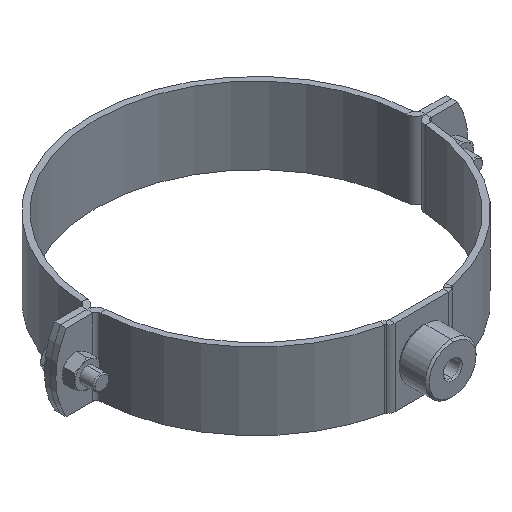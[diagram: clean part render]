
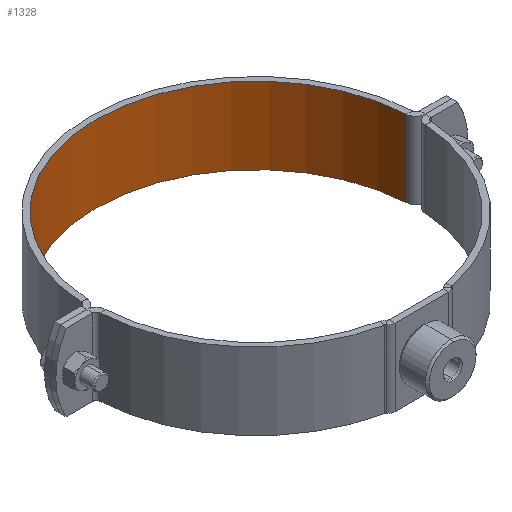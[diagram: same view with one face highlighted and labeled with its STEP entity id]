
A CAD part, isometric view. The second image highlights one B-rep face of the part: STEP entity #1328.
In plain terms, the highlighted cylindrical face has radius 83.5 mm (diameter 167 mm), a partial arc.
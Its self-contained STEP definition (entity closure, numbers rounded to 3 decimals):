
#118 = EDGE_CURVE ( 'NONE', #2771, #4040, #1991, .T. ) ;
#130 = CIRCLE ( 'NONE', #920, 83.5 ) ;
#192 = EDGE_CURVE ( 'NONE', #4040, #3374, #130, .T. ) ;
#205 = CYLINDRICAL_SURFACE ( 'NONE', #4411, 83.5 ) ;
#330 = FACE_OUTER_BOUND ( 'NONE', #4287, .T. ) ;
#361 = CARTESIAN_POINT ( 'NONE',  ( -83.367, 4.718, 20. ) ) ;
#373 = DIRECTION ( 'NONE',  ( 0., 0., 1. ) ) ;
#522 = EDGE_CURVE ( 'NONE', #2771, #3383, #4161, .T. ) ;
#526 = ORIENTED_EDGE ( 'NONE', *, *, #118, .F. ) ;
#642 = DIRECTION ( 'NONE',  ( 0., 0., -1. ) ) ;
#920 = AXIS2_PLACEMENT_3D ( 'NONE', #4125, #373, #4441 ) ;
#931 = CARTESIAN_POINT ( 'NONE',  ( 83.367, 4.718, 20. ) ) ;
#1134 = VECTOR ( 'NONE', #3039, 1000. ) ;
#1328 = ADVANCED_FACE ( 'NONE', ( #330 ), #205, .F. ) ;
#1330 = CARTESIAN_POINT ( 'NONE',  ( -83.367, 4.718, -20. ) ) ;
#1839 = AXIS2_PLACEMENT_3D ( 'NONE', #3671, #2339, #2273 ) ;
#1991 = LINE ( 'NONE', #2649, #1134 ) ;
#2033 = ORIENTED_EDGE ( 'NONE', *, *, #192, .F. ) ;
#2273 = DIRECTION ( 'NONE',  ( -1., 0., 0. ) ) ;
#2339 = DIRECTION ( 'NONE',  ( 0., 0., 1. ) ) ;
#2348 = CARTESIAN_POINT ( 'NONE',  ( 0., 0., 20. ) ) ;
#2418 = VECTOR ( 'NONE', #2425, 1000. ) ;
#2425 = DIRECTION ( 'NONE',  ( 0., 0., -1. ) ) ;
#2620 = EDGE_CURVE ( 'NONE', #3383, #3374, #3442, .T. ) ;
#2649 = CARTESIAN_POINT ( 'NONE',  ( 83.367, 4.718, 20. ) ) ;
#2771 = VERTEX_POINT ( 'NONE', #931 ) ;
#2828 = CARTESIAN_POINT ( 'NONE',  ( -83.367, 4.718, 20. ) ) ;
#2895 = DIRECTION ( 'NONE',  ( 1., 0., 0. ) ) ;
#3019 = ORIENTED_EDGE ( 'NONE', *, *, #522, .T. ) ;
#3039 = DIRECTION ( 'NONE',  ( 0., 0., -1. ) ) ;
#3098 = CARTESIAN_POINT ( 'NONE',  ( 83.367, 4.718, -20. ) ) ;
#3374 = VERTEX_POINT ( 'NONE', #1330 ) ;
#3383 = VERTEX_POINT ( 'NONE', #2828 ) ;
#3442 = LINE ( 'NONE', #361, #2418 ) ;
#3671 = CARTESIAN_POINT ( 'NONE',  ( 0., 0., 20. ) ) ;
#3863 = ORIENTED_EDGE ( 'NONE', *, *, #2620, .T. ) ;
#4040 = VERTEX_POINT ( 'NONE', #3098 ) ;
#4125 = CARTESIAN_POINT ( 'NONE',  ( 0., 0., -20. ) ) ;
#4161 = CIRCLE ( 'NONE', #1839, 83.5 ) ;
#4287 = EDGE_LOOP ( 'NONE', ( #2033, #526, #3019, #3863 ) ) ;
#4411 = AXIS2_PLACEMENT_3D ( 'NONE', #2348, #642, #2895 ) ;
#4441 = DIRECTION ( 'NONE',  ( -1., 0., 0. ) ) ;
